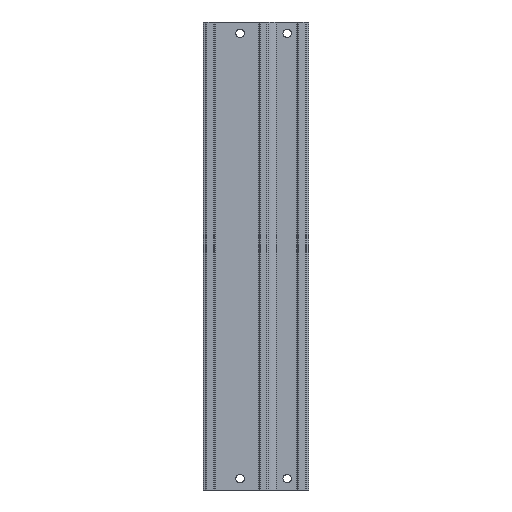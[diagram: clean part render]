
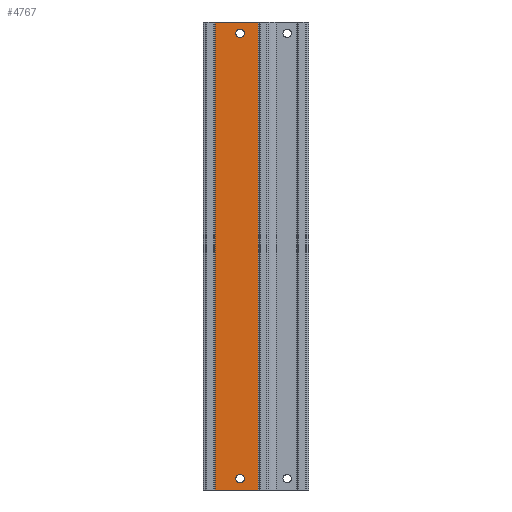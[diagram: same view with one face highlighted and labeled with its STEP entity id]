
A CAD part, front view. The second image highlights one B-rep face of the part: STEP entity #4767.
In plain terms, the highlighted planar face has unit normal (0, -1, 0).
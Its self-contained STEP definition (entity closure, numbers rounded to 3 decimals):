
#265=PLANE('',#5146);
#404=CIRCLE('',#5147,2.25);
#405=CIRCLE('',#5148,2.25);
#781=ORIENTED_EDGE('',*,*,#1987,.F.);
#782=ORIENTED_EDGE('',*,*,#1988,.F.);
#783=ORIENTED_EDGE('',*,*,#1989,.F.);
#784=ORIENTED_EDGE('',*,*,#1986,.F.);
#785=ORIENTED_EDGE('',*,*,#1990,.T.);
#786=ORIENTED_EDGE('',*,*,#1991,.T.);
#1986=EDGE_CURVE('',#2584,#2583,#3034,.T.);
#1987=EDGE_CURVE('',#2585,#2585,#404,.T.);
#1988=EDGE_CURVE('',#2586,#2586,#405,.T.);
#1989=EDGE_CURVE('',#2583,#2587,#3035,.T.);
#1990=EDGE_CURVE('',#2584,#2588,#3036,.T.);
#1991=EDGE_CURVE('',#2588,#2587,#3037,.T.);
#2583=VERTEX_POINT('',#7861);
#2584=VERTEX_POINT('',#7863);
#2585=VERTEX_POINT('',#7867);
#2586=VERTEX_POINT('',#7869);
#2587=VERTEX_POINT('',#7871);
#2588=VERTEX_POINT('',#7873);
#3034=LINE('',#7864,#3325);
#3035=LINE('',#7870,#3326);
#3036=LINE('',#7872,#3327);
#3037=LINE('',#7874,#3328);
#3325=VECTOR('',#5837,1000.);
#3326=VECTOR('',#5844,1000.);
#3327=VECTOR('',#5845,1000.);
#3328=VECTOR('',#5846,1000.);
#3622=EDGE_LOOP('',(#781));
#3623=EDGE_LOOP('',(#782));
#3624=EDGE_LOOP('',(#783,#784,#785,#786));
#4141=FACE_BOUND('',#3622,.T.);
#4142=FACE_BOUND('',#3623,.T.);
#4143=FACE_BOUND('',#3624,.T.);
#4767=ADVANCED_FACE('',(#4141,#4142,#4143),#265,.T.);
#5146=AXIS2_PLACEMENT_3D('',#7865,#5838,#5839);
#5147=AXIS2_PLACEMENT_3D('',#7866,#5840,#5841);
#5148=AXIS2_PLACEMENT_3D('',#7868,#5842,#5843);
#5837=DIRECTION('',(0.,0.,1.));
#5838=DIRECTION('',(0.,-1.,0.));
#5839=DIRECTION('',(0.,0.,-1.));
#5840=DIRECTION('',(0.,-1.,0.));
#5841=DIRECTION('',(0.,0.,-1.));
#5842=DIRECTION('',(0.,-1.,0.));
#5843=DIRECTION('',(0.,0.,-1.));
#5844=DIRECTION('',(1.,0.,0.));
#5845=DIRECTION('',(1.,0.,0.));
#5846=DIRECTION('',(0.,0.,1.));
#7861=CARTESIAN_POINT('',(-27.6,6.5,0.));
#7863=CARTESIAN_POINT('',(-27.6,6.5,-248.));
#7864=CARTESIAN_POINT('',(-27.6,6.5,-248.));
#7865=CARTESIAN_POINT('',(-27.6,6.5,-248.));
#7866=CARTESIAN_POINT('',(-14.5,6.5,-242.));
#7867=CARTESIAN_POINT('',(-14.5,6.5,-244.25));
#7868=CARTESIAN_POINT('',(-14.5,6.5,-6.));
#7869=CARTESIAN_POINT('',(-14.5,6.5,-8.25));
#7870=CARTESIAN_POINT('',(-27.6,6.5,0.));
#7871=CARTESIAN_POINT('',(-4.75,6.5,0.));
#7872=CARTESIAN_POINT('',(-27.6,6.5,-248.));
#7873=CARTESIAN_POINT('',(-4.75,6.5,-248.));
#7874=CARTESIAN_POINT('',(-4.75,6.5,-248.));
